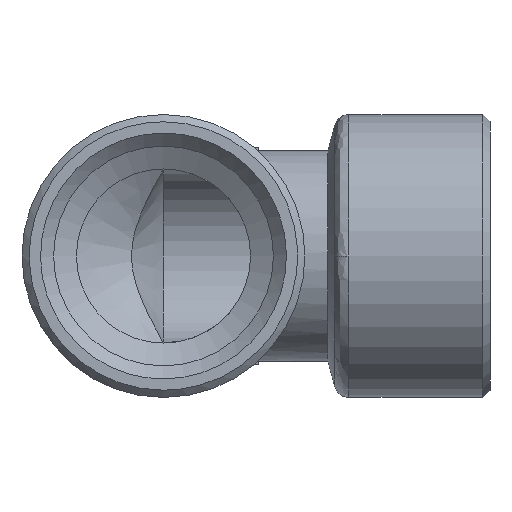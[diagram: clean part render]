
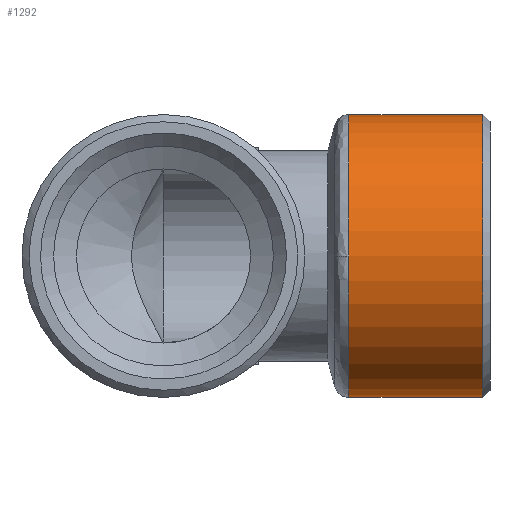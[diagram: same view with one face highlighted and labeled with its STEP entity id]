
A CAD part, front view. The second image highlights one B-rep face of the part: STEP entity #1292.
In plain terms, the highlighted cylindrical face has radius 19.5 mm (diameter 39 mm), a full revolution.
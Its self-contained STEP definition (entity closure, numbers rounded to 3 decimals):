
#5 = EDGE_CURVE ( 'NONE', #1242, #1242, #1197, .T. ) ;
#29 = AXIS2_PLACEMENT_3D ( 'NONE', #729, #161, #169 ) ;
#38 = AXIS2_PLACEMENT_3D ( 'NONE', #1550, #1370, #1376 ) ;
#125 = AXIS2_PLACEMENT_3D ( 'NONE', #1467, #1411, #1418 ) ;
#130 = EDGE_CURVE ( 'NONE', #1169, #1176, #971, .T. ) ;
#133 = EDGE_CURVE ( 'NONE', #1176, #1169, #1168, .T. ) ;
#148 = AXIS2_PLACEMENT_3D ( 'NONE', #1619, #1445, #1471 ) ;
#161 = DIRECTION ( 'NONE',  ( -1., 0., 0. ) ) ;
#169 = DIRECTION ( 'NONE',  ( 0., 0., 1. ) ) ;
#729 = CARTESIAN_POINT ( 'NONE',  ( 44., 46., 0. ) ) ;
#971 = CIRCLE ( 'NONE', #148, 19.5 ) ;
#1004 = EDGE_LOOP ( 'NONE', ( #1100 ) ) ;
#1005 = EDGE_LOOP ( 'NONE', ( #1094, #1093 ) ) ;
#1050 = FACE_OUTER_BOUND ( 'NONE', #1004, .T. ) ;
#1093 = ORIENTED_EDGE ( 'NONE', *, *, #130, .F. ) ;
#1094 = ORIENTED_EDGE ( 'NONE', *, *, #133, .F. ) ;
#1100 = ORIENTED_EDGE ( 'NONE', *, *, #5, .T. ) ;
#1168 = CIRCLE ( 'NONE', #125, 19.5 ) ;
#1169 = VERTEX_POINT ( 'NONE', #1540 ) ;
#1176 = VERTEX_POINT ( 'NONE', #1708 ) ;
#1197 = CIRCLE ( 'NONE', #29, 19.5 ) ;
#1205 = FACE_OUTER_BOUND ( 'NONE', #1005, .T. ) ;
#1210 = CYLINDRICAL_SURFACE ( 'NONE', #38, 19.5 ) ;
#1242 = VERTEX_POINT ( 'NONE', #1614 ) ;
#1292 = ADVANCED_FACE ( 'NONE', ( #1050, #1205 ), #1210, .T. ) ;
#1370 = DIRECTION ( 'NONE',  ( 1., 0., 0. ) ) ;
#1376 = DIRECTION ( 'NONE',  ( 0., 0., -1. ) ) ;
#1411 = DIRECTION ( 'NONE',  ( -1., 0., 0. ) ) ;
#1418 = DIRECTION ( 'NONE',  ( 0., 1., 0. ) ) ;
#1445 = DIRECTION ( 'NONE',  ( -1., 0., 0. ) ) ;
#1467 = CARTESIAN_POINT ( 'NONE',  ( 25.535, 46., 0. ) ) ;
#1471 = DIRECTION ( 'NONE',  ( 0., 1., 0. ) ) ;
#1540 = CARTESIAN_POINT ( 'NONE',  ( 25.535, 65.5, 0. ) ) ;
#1550 = CARTESIAN_POINT ( 'NONE',  ( 25.535, 46., 0. ) ) ;
#1614 = CARTESIAN_POINT ( 'NONE',  ( 44., 46., 19.5 ) ) ;
#1619 = CARTESIAN_POINT ( 'NONE',  ( 25.535, 46., 0. ) ) ;
#1708 = CARTESIAN_POINT ( 'NONE',  ( 25.535, 26.5, 0. ) ) ;
